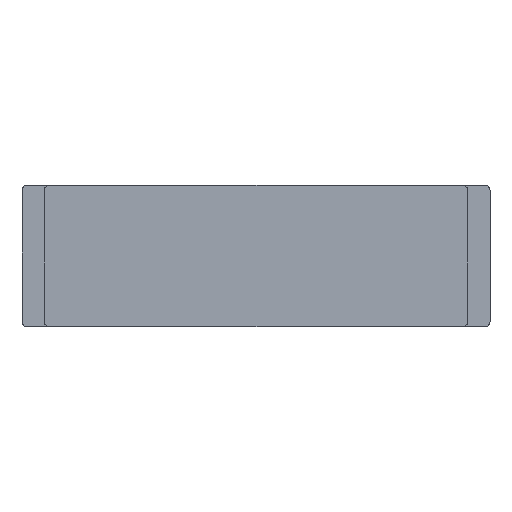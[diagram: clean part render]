
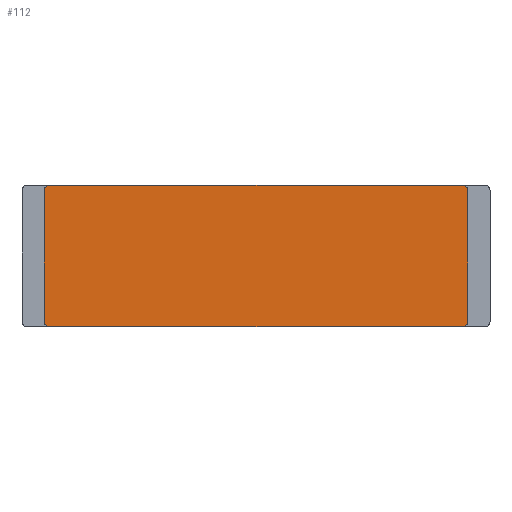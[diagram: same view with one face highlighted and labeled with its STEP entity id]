
A CAD part, top view. The second image highlights one B-rep face of the part: STEP entity #112.
In plain terms, the highlighted planar face has unit normal (0, 0, 1).
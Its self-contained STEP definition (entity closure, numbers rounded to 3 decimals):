
#6 = CARTESIAN_POINT ( 'NONE',  ( -38.1, 0., 6. ) ) ;
#20 = EDGE_CURVE ( 'NONE', #529, #224, #517, .T. ) ;
#33 = CARTESIAN_POINT ( 'NONE',  ( -38.1, 24.5, 6. ) ) ;
#46 = CARTESIAN_POINT ( 'NONE',  ( 38.1, 1., 6. ) ) ;
#50 = DIRECTION ( 'NONE',  ( -1., 0., 0. ) ) ;
#52 = AXIS2_PLACEMENT_3D ( 'NONE', #596, #349, #50 ) ;
#79 = LINE ( 'NONE', #6, #264 ) ;
#80 = EDGE_CURVE ( 'NONE', #244, #578, #286, .T. ) ;
#89 = CARTESIAN_POINT ( 'NONE',  ( -38.1, 25.5, 6. ) ) ;
#92 = VECTOR ( 'NONE', #342, 1000. ) ;
#94 = EDGE_CURVE ( 'NONE', #375, #525, #221, .T. ) ;
#99 = EDGE_CURVE ( 'NONE', #525, #529, #79, .T. ) ;
#112 = ADVANCED_FACE ( 'NONE', ( #263 ), #369, .F. ) ;
#113 = EDGE_CURVE ( 'NONE', #593, #224, #280, .T. ) ;
#126 = CIRCLE ( 'NONE', #460, 1. ) ;
#132 = VERTEX_POINT ( 'NONE', #33 ) ;
#141 = ORIENTED_EDGE ( 'NONE', *, *, #80, .F. ) ;
#149 = EDGE_LOOP ( 'NONE', ( #141, #333, #427, #355, #550, #417, #371, #600 ) ) ;
#151 = AXIS2_PLACEMENT_3D ( 'NONE', #570, #393, #380 ) ;
#153 = CARTESIAN_POINT ( 'NONE',  ( -37.1, 24.5, 6. ) ) ;
#174 = DIRECTION ( 'NONE',  ( -1., 0., 0. ) ) ;
#176 = CARTESIAN_POINT ( 'NONE',  ( 37.1, 1., 6. ) ) ;
#186 = EDGE_CURVE ( 'NONE', #593, #578, #247, .T. ) ;
#189 = CARTESIAN_POINT ( 'NONE',  ( 37.1, 0., 6. ) ) ;
#207 = DIRECTION ( 'NONE',  ( -1., 0., 0. ) ) ;
#211 = AXIS2_PLACEMENT_3D ( 'NONE', #176, #491, #174 ) ;
#213 = CARTESIAN_POINT ( 'NONE',  ( 37.1, 25.5, 6. ) ) ;
#221 = CIRCLE ( 'NONE', #52, 1. ) ;
#224 = VERTEX_POINT ( 'NONE', #46 ) ;
#244 = VERTEX_POINT ( 'NONE', #458 ) ;
#247 = CIRCLE ( 'NONE', #250, 1. ) ;
#250 = AXIS2_PLACEMENT_3D ( 'NONE', #358, #409, #299 ) ;
#257 = DIRECTION ( 'NONE',  ( 0., -1., 0. ) ) ;
#263 = FACE_OUTER_BOUND ( 'NONE', #149, .T. ) ;
#264 = VECTOR ( 'NONE', #431, 1000. ) ;
#267 = CARTESIAN_POINT ( 'NONE',  ( 38.1, 24.5, 6. ) ) ;
#272 = VECTOR ( 'NONE', #257, 1000. ) ;
#280 = LINE ( 'NONE', #514, #272 ) ;
#286 = LINE ( 'NONE', #89, #287 ) ;
#287 = VECTOR ( 'NONE', #386, 1000. ) ;
#297 = EDGE_CURVE ( 'NONE', #132, #375, #434, .T. ) ;
#299 = DIRECTION ( 'NONE',  ( -1., 0., 0. ) ) ;
#333 = ORIENTED_EDGE ( 'NONE', *, *, #535, .T. ) ;
#342 = DIRECTION ( 'NONE',  ( 0., -1., 0. ) ) ;
#349 = DIRECTION ( 'NONE',  ( 0., 0., 1. ) ) ;
#355 = ORIENTED_EDGE ( 'NONE', *, *, #94, .T. ) ;
#358 = CARTESIAN_POINT ( 'NONE',  ( 37.1, 24.5, 6. ) ) ;
#369 = PLANE ( 'NONE',  #151 ) ;
#371 = ORIENTED_EDGE ( 'NONE', *, *, #113, .F. ) ;
#375 = VERTEX_POINT ( 'NONE', #443 ) ;
#380 = DIRECTION ( 'NONE',  ( -1., 0., 0. ) ) ;
#386 = DIRECTION ( 'NONE',  ( 1., 0., 0. ) ) ;
#393 = DIRECTION ( 'NONE',  ( 0., 0., -1. ) ) ;
#409 = DIRECTION ( 'NONE',  ( 0., 0., 1. ) ) ;
#417 = ORIENTED_EDGE ( 'NONE', *, *, #20, .T. ) ;
#427 = ORIENTED_EDGE ( 'NONE', *, *, #297, .T. ) ;
#431 = DIRECTION ( 'NONE',  ( 1., 0., 0. ) ) ;
#434 = LINE ( 'NONE', #575, #92 ) ;
#443 = CARTESIAN_POINT ( 'NONE',  ( -38.1, 1., 6. ) ) ;
#458 = CARTESIAN_POINT ( 'NONE',  ( -37.1, 25.5, 6. ) ) ;
#460 = AXIS2_PLACEMENT_3D ( 'NONE', #153, #496, #207 ) ;
#491 = DIRECTION ( 'NONE',  ( 0., 0., 1. ) ) ;
#496 = DIRECTION ( 'NONE',  ( 0., 0., 1. ) ) ;
#514 = CARTESIAN_POINT ( 'NONE',  ( 38.1, 25.5, 6. ) ) ;
#517 = CIRCLE ( 'NONE', #211, 1. ) ;
#520 = CARTESIAN_POINT ( 'NONE',  ( -37.1, 0., 6. ) ) ;
#525 = VERTEX_POINT ( 'NONE', #520 ) ;
#529 = VERTEX_POINT ( 'NONE', #189 ) ;
#535 = EDGE_CURVE ( 'NONE', #244, #132, #126, .T. ) ;
#550 = ORIENTED_EDGE ( 'NONE', *, *, #99, .T. ) ;
#570 = CARTESIAN_POINT ( 'NONE',  ( -38.1, 25.5, 6. ) ) ;
#575 = CARTESIAN_POINT ( 'NONE',  ( -38.1, 25.5, 6. ) ) ;
#578 = VERTEX_POINT ( 'NONE', #213 ) ;
#593 = VERTEX_POINT ( 'NONE', #267 ) ;
#596 = CARTESIAN_POINT ( 'NONE',  ( -37.1, 1., 6. ) ) ;
#600 = ORIENTED_EDGE ( 'NONE', *, *, #186, .T. ) ;
